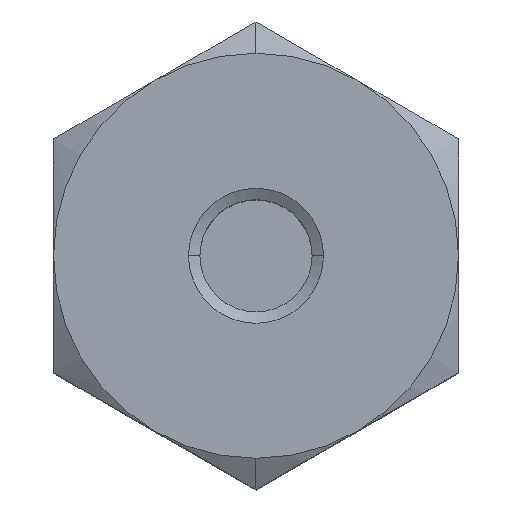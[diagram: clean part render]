
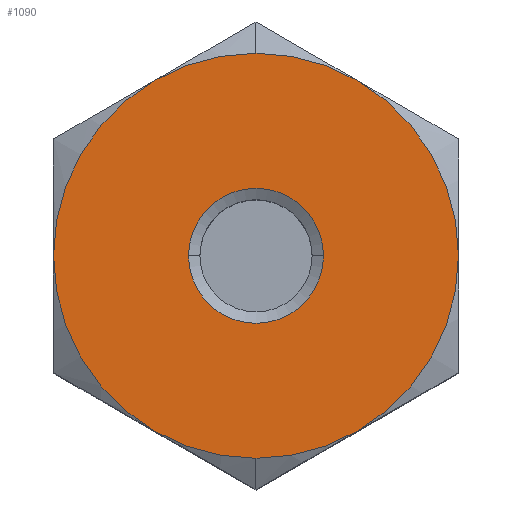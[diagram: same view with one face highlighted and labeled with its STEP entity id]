
A CAD part, top view. The second image highlights one B-rep face of the part: STEP entity #1090.
In plain terms, the highlighted planar face has unit normal (0, 0, 1).
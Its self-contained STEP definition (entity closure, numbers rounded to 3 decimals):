
#546=VERTEX_POINT('',#1506);
#588=EDGE_CURVE('',#546,#880,#1550,.T.);
#590=VERTEX_POINT('',#1552);
#624=EDGE_CURVE('',#720,#1310,#1592,.T.);
#718=EDGE_CURVE('',#772,#1430,#1696,.T.);
#720=VERTEX_POINT('',#1698);
#748=EDGE_CURVE('',#1430,#546,#1730,.T.);
#772=VERTEX_POINT('',#1757);
#842=EDGE_CURVE('',#1310,#720,#1834,.T.);
#880=VERTEX_POINT('',#1873);
#898=EDGE_CURVE('',#880,#1380,#1891,.T.);
#990=EDGE_CURVE('',#1380,#590,#1996,.T.);
#998=EDGE_CURVE('',#1224,#1244,#2007,.T.);
#1090=ADVANCED_FACE('',(#2108,#2109),#2110,.T.);
#1224=VERTEX_POINT('',#2266);
#1244=VERTEX_POINT('',#2287);
#1270=EDGE_CURVE('',#590,#1224,#2316,.T.);
#1310=VERTEX_POINT('',#2358);
#1370=EDGE_CURVE('',#1244,#772,#2421,.T.);
#1380=VERTEX_POINT('',#2433);
#1430=VERTEX_POINT('',#2490);
#1506=CARTESIAN_POINT('',(-6.,-10.392,0.));
#1550=CIRCLE('',#2725,12.0);
#1552=CARTESIAN_POINT('',(0.,12.,0.));
#1592=CIRCLE('',#2805,4.);
#1696=CIRCLE('',#3030,12.0);
#1698=CARTESIAN_POINT('',(4.,0.,0.));
#1730=CIRCLE('',#3108,12.0);
#1757=CARTESIAN_POINT('',(6.,-10.392,0.));
#1834=CIRCLE('',#3313,4.);
#1873=CARTESIAN_POINT('',(-12.0,0.,0.));
#1891=CIRCLE('',#3403,12.0);
#1996=CIRCLE('',#3571,12.0);
#2007=CIRCLE('',#3583,12.0);
#2108=FACE_BOUND('',#3824,.T.);
#2109=FACE_OUTER_BOUND('',#3825,.T.);
#2110=PLANE('',#3826);
#2266=CARTESIAN_POINT('',(6.,10.392,0.));
#2287=CARTESIAN_POINT('',(12.0,0.,0.));
#2316=CIRCLE('',#4215,12.0);
#2358=CARTESIAN_POINT('',(-4.,0.,0.));
#2421=CIRCLE('',#4390,12.0);
#2433=CARTESIAN_POINT('',(-6.,10.392,0.));
#2490=CARTESIAN_POINT('',(0.,-12.0,0.));
#2725=AXIS2_PLACEMENT_3D('',#4605,#4606,#4607);
#2805=AXIS2_PLACEMENT_3D('',#4654,#4655,#4656);
#3030=AXIS2_PLACEMENT_3D('',#4767,#4768,#4769);
#3108=AXIS2_PLACEMENT_3D('',#4802,#4803,#4804);
#3313=AXIS2_PLACEMENT_3D('',#4920,#4921,#4922);
#3403=AXIS2_PLACEMENT_3D('',#4967,#4968,#4969);
#3571=AXIS2_PLACEMENT_3D('',#5103,#5104,#5105);
#3583=AXIS2_PLACEMENT_3D('',#5130,#5131,#5132);
#3824=EDGE_LOOP('',(#5222,#5223));
#3825=EDGE_LOOP('',(#5224,#5225,#5226,#5227,#5228,#5229,#5230,#5231));
#3826=AXIS2_PLACEMENT_3D('',#5232,#5233,#5234);
#4215=AXIS2_PLACEMENT_3D('',#5498,#5499,#5500);
#4390=AXIS2_PLACEMENT_3D('',#5584,#5585,#5586);
#4605=CARTESIAN_POINT('',(0.,0.,0.));
#4606=DIRECTION('',(0.,0.,-1.0));
#4607=DIRECTION('',(0.,1.0,0.));
#4654=CARTESIAN_POINT('',(0.,0.,0.));
#4655=DIRECTION('',(0.,0.,-1.0));
#4656=DIRECTION('',(-1.0,0.,0.));
#4767=CARTESIAN_POINT('',(0.,0.,0.));
#4768=DIRECTION('',(0.,0.,-1.0));
#4769=DIRECTION('',(0.,1.0,0.));
#4802=CARTESIAN_POINT('',(0.,0.,0.));
#4803=DIRECTION('',(0.,0.,-1.0));
#4804=DIRECTION('',(0.,1.0,0.));
#4920=CARTESIAN_POINT('',(0.,0.,0.));
#4921=DIRECTION('',(0.,0.,-1.0));
#4922=DIRECTION('',(-1.0,0.,0.));
#4967=CARTESIAN_POINT('',(0.,0.,0.));
#4968=DIRECTION('',(0.,0.,-1.0));
#4969=DIRECTION('',(0.,1.0,0.));
#5103=CARTESIAN_POINT('',(0.,0.,0.));
#5104=DIRECTION('',(0.,0.,-1.0));
#5105=DIRECTION('',(0.,1.0,0.));
#5130=CARTESIAN_POINT('',(0.,0.,0.));
#5131=DIRECTION('',(0.,0.,-1.0));
#5132=DIRECTION('',(0.,1.0,0.));
#5222=ORIENTED_EDGE('',*,*,#842,.T.);
#5223=ORIENTED_EDGE('',*,*,#624,.T.);
#5224=ORIENTED_EDGE('',*,*,#990,.F.);
#5225=ORIENTED_EDGE('',*,*,#898,.F.);
#5226=ORIENTED_EDGE('',*,*,#588,.F.);
#5227=ORIENTED_EDGE('',*,*,#748,.F.);
#5228=ORIENTED_EDGE('',*,*,#718,.F.);
#5229=ORIENTED_EDGE('',*,*,#1370,.F.);
#5230=ORIENTED_EDGE('',*,*,#998,.F.);
#5231=ORIENTED_EDGE('',*,*,#1270,.F.);
#5232=CARTESIAN_POINT('',(0.,7.662,0.));
#5233=DIRECTION('',(0.,0.,1.0));
#5234=DIRECTION('',(0.,1.0,0.));
#5498=CARTESIAN_POINT('',(0.,0.,0.));
#5499=DIRECTION('',(0.,0.,-1.0));
#5500=DIRECTION('',(0.,1.0,0.));
#5584=CARTESIAN_POINT('',(0.,0.,0.));
#5585=DIRECTION('',(0.,0.,-1.0));
#5586=DIRECTION('',(0.,1.0,0.));
